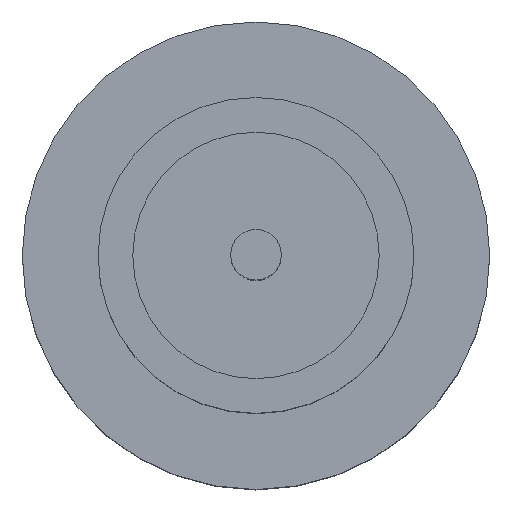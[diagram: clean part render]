
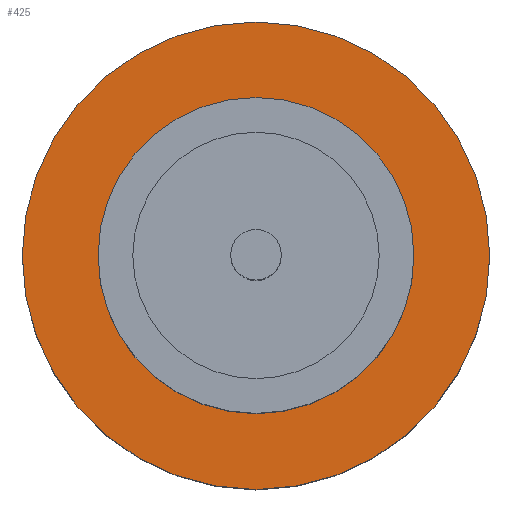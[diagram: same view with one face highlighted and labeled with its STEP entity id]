
A CAD part, top view. The second image highlights one B-rep face of the part: STEP entity #425.
In plain terms, the highlighted planar face has unit normal (0, 0, 1).
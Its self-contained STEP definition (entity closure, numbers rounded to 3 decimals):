
#13 = DIRECTION ( 'NONE',  ( 0., 0., 1. ) ) ;
#40 = AXIS2_PLACEMENT_3D ( 'NONE', #208, #272, #808 ) ;
#44 = EDGE_LOOP ( 'NONE', ( #128, #571 ) ) ;
#53 = VERTEX_POINT ( 'NONE', #449 ) ;
#118 = FACE_BOUND ( 'NONE', #122, .T. ) ;
#122 = EDGE_LOOP ( 'NONE', ( #610, #204 ) ) ;
#128 = ORIENTED_EDGE ( 'NONE', *, *, #647, .T. ) ;
#130 = CARTESIAN_POINT ( 'NONE',  ( 0., 0., 1.55 ) ) ;
#148 = CIRCLE ( 'NONE', #216, 1.25 ) ;
#163 = AXIS2_PLACEMENT_3D ( 'NONE', #474, #13, #684 ) ;
#182 = DIRECTION ( 'NONE',  ( 0., 0., 1. ) ) ;
#204 = ORIENTED_EDGE ( 'NONE', *, *, #855, .F. ) ;
#208 = CARTESIAN_POINT ( 'NONE',  ( 0., 0., 1.55 ) ) ;
#216 = AXIS2_PLACEMENT_3D ( 'NONE', #438, #643, #356 ) ;
#243 = DIRECTION ( 'NONE',  ( 1., 0., 0. ) ) ;
#272 = DIRECTION ( 'NONE',  ( 0., 0., 1. ) ) ;
#273 = FACE_OUTER_BOUND ( 'NONE', #44, .T. ) ;
#278 = VERTEX_POINT ( 'NONE', #456 ) ;
#311 = EDGE_CURVE ( 'NONE', #511, #53, #656, .T. ) ;
#356 = DIRECTION ( 'NONE',  ( 1., 0., 0. ) ) ;
#417 = CARTESIAN_POINT ( 'NONE',  ( 1.85, 0., 1.55 ) ) ;
#425 = ADVANCED_FACE ( 'NONE', ( #118, #273 ), #467, .T. ) ;
#438 = CARTESIAN_POINT ( 'NONE',  ( 0., 0., 1.55 ) ) ;
#446 = VERTEX_POINT ( 'NONE', #417 ) ;
#449 = CARTESIAN_POINT ( 'NONE',  ( -1.25, 0., 1.55 ) ) ;
#456 = CARTESIAN_POINT ( 'NONE',  ( -1.85, 0., 1.55 ) ) ;
#467 = PLANE ( 'NONE',  #163 ) ;
#474 = CARTESIAN_POINT ( 'NONE',  ( 0., 0., 1.55 ) ) ;
#484 = EDGE_CURVE ( 'NONE', #446, #278, #708, .T. ) ;
#492 = CARTESIAN_POINT ( 'NONE',  ( 1.25, 0., 1.55 ) ) ;
#511 = VERTEX_POINT ( 'NONE', #492 ) ;
#571 = ORIENTED_EDGE ( 'NONE', *, *, #484, .T. ) ;
#596 = CARTESIAN_POINT ( 'NONE',  ( 0., 0., 1.55 ) ) ;
#610 = ORIENTED_EDGE ( 'NONE', *, *, #311, .F. ) ;
#643 = DIRECTION ( 'NONE',  ( 0., 0., 1. ) ) ;
#647 = EDGE_CURVE ( 'NONE', #278, #446, #857, .T. ) ;
#656 = CIRCLE ( 'NONE', #755, 1.25 ) ;
#663 = DIRECTION ( 'NONE',  ( 0., 0., 1. ) ) ;
#684 = DIRECTION ( 'NONE',  ( 1., 0., 0. ) ) ;
#708 = CIRCLE ( 'NONE', #40, 1.85 ) ;
#731 = DIRECTION ( 'NONE',  ( 1., 0., 0. ) ) ;
#755 = AXIS2_PLACEMENT_3D ( 'NONE', #596, #663, #243 ) ;
#766 = AXIS2_PLACEMENT_3D ( 'NONE', #130, #182, #731 ) ;
#808 = DIRECTION ( 'NONE',  ( 1., 0., 0. ) ) ;
#855 = EDGE_CURVE ( 'NONE', #53, #511, #148, .T. ) ;
#857 = CIRCLE ( 'NONE', #766, 1.85 ) ;
